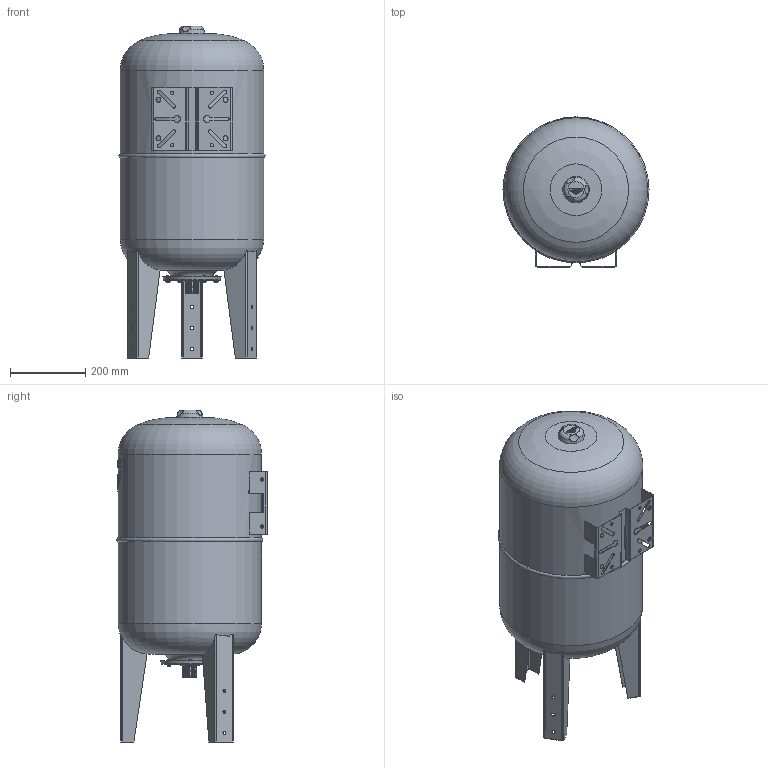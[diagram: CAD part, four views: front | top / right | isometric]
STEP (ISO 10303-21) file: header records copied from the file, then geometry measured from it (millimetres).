
FILE_DESCRIPTION(/* description */ (''),/* implementation_level */ '2;1');
FILE_NAME(/* name */ '03_ULTRA-PRO 60L V 10bar_11000060041.stp',/* time_stamp */ '2019-09-03T14:30:04+03:00',/* author */ ('shkarinov'),/* organization */ (''),/* preprocessor_version */ 'ST-DEVELOPER v16.5',/* originating_system */ 'Autodesk Inventor 2017',/* authorisation */ '');
FILE_SCHEMA (('AUTOMOTIVE_DESIGN { 1 0 10303 214 3 1 1 }'));
Length unit declared in the file: inch
Products named in the file (1): 03_ULTRA-PRO 60L V 10bar_11000060041
Bounding box: 387.24 x 398.49 x 880.44 mm (x, y, z)
Volume: 67667833.5 mm3; surface area: 1288693.5 mm2
Topology: 9 solids, 10 shells, 563 faces, 1470 edges, 964 vertices
Faces by surface type: plane 299, cylinder 196, torus 47, cone 16, sphere 3, bspline 2
Full cylindrical faces by diameter (mm): 6 x6, 9 x17, 13 x4, 30.25 x1, 107.757 x1, 145.241 x1, 380 x2
Entity records: 19724 total; most frequent: CARTESIAN_POINT 5579, DIRECTION 2744, ORIENTED_EDGE 2728, EDGE_CURVE 1362, AXIS2_PLACEMENT_3D 994, VERTEX_POINT 951, EDGE_LOOP 758, LINE 756
